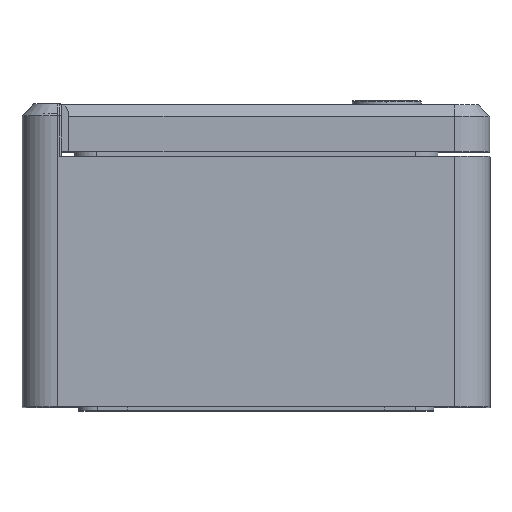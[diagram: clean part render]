
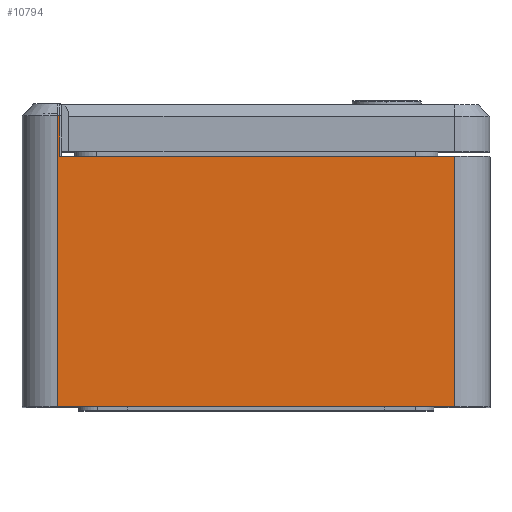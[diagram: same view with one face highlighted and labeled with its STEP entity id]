
A CAD part, top view. The second image highlights one B-rep face of the part: STEP entity #10794.
In plain terms, the highlighted planar face has unit normal (0, 0, 1).
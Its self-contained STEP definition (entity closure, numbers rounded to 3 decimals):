
#826 = CARTESIAN_POINT ( 'NONE',  ( -85., 107., 150. ) ) ;
#903 = VECTOR ( 'NONE', #8184, 1000. ) ;
#960 = EDGE_CURVE ( 'NONE', #19536, #29899, #5265, .T. ) ;
#1667 = FACE_OUTER_BOUND ( 'NONE', #15614, .T. ) ;
#2335 = CARTESIAN_POINT ( 'NONE',  ( 85., 107., 150. ) ) ;
#2711 = CARTESIAN_POINT ( 'NONE',  ( 85., 107., 150. ) ) ;
#2807 = DIRECTION ( 'NONE',  ( 0., -1., 0. ) ) ;
#3448 = LINE ( 'NONE', #5734, #10558 ) ;
#3676 = VERTEX_POINT ( 'NONE', #23718 ) ;
#5143 = EDGE_CURVE ( 'NONE', #28740, #29899, #17335, .T. ) ;
#5265 = LINE ( 'NONE', #17650, #19314 ) ;
#5563 = VECTOR ( 'NONE', #2807, 1000. ) ;
#5734 = CARTESIAN_POINT ( 'NONE',  ( 85., 107., 150. ) ) ;
#6050 = CARTESIAN_POINT ( 'NONE',  ( -85., 124.5, 150. ) ) ;
#6529 = EDGE_CURVE ( 'NONE', #24351, #3676, #28399, .T. ) ;
#6867 = DIRECTION ( 'NONE',  ( -1., 0., 0. ) ) ;
#8184 = DIRECTION ( 'NONE',  ( 0., -1., 0. ) ) ;
#9868 = EDGE_CURVE ( 'NONE', #24351, #28740, #3448, .T. ) ;
#10558 = VECTOR ( 'NONE', #18430, 1000. ) ;
#10794 = ADVANCED_FACE ( 'NONE', ( #1667 ), #29062, .F. ) ;
#11625 = CARTESIAN_POINT ( 'NONE',  ( 85., 107., 150. ) ) ;
#12556 = LINE ( 'NONE', #14369, #23918 ) ;
#14344 = EDGE_CURVE ( 'NONE', #3676, #23431, #12556, .T. ) ;
#14369 = CARTESIAN_POINT ( 'NONE',  ( 85., 124.5, 150. ) ) ;
#14479 = CARTESIAN_POINT ( 'NONE',  ( 85., 0., 150. ) ) ;
#15614 = EDGE_LOOP ( 'NONE', ( #24528, #22363, #20456, #29584, #28033, #26037 ) ) ;
#16018 = CARTESIAN_POINT ( 'NONE',  ( -84., 107., 150. ) ) ;
#16515 = DIRECTION ( 'NONE',  ( 0., 0., -1. ) ) ;
#17172 = EDGE_CURVE ( 'NONE', #23431, #19536, #27576, .T. ) ;
#17335 = LINE ( 'NONE', #2335, #5563 ) ;
#17650 = CARTESIAN_POINT ( 'NONE',  ( 85., 0., 150. ) ) ;
#18430 = DIRECTION ( 'NONE',  ( 1., 0., 0. ) ) ;
#19314 = VECTOR ( 'NONE', #27126, 1000. ) ;
#19536 = VERTEX_POINT ( 'NONE', #20393 ) ;
#20393 = CARTESIAN_POINT ( 'NONE',  ( -85., 0., 150. ) ) ;
#20456 = ORIENTED_EDGE ( 'NONE', *, *, #14344, .T. ) ;
#21452 = VECTOR ( 'NONE', #25962, 1000. ) ;
#21563 = DIRECTION ( 'NONE',  ( -1., 0., 0. ) ) ;
#22363 = ORIENTED_EDGE ( 'NONE', *, *, #6529, .T. ) ;
#23431 = VERTEX_POINT ( 'NONE', #6050 ) ;
#23718 = CARTESIAN_POINT ( 'NONE',  ( -84., 124.5, 150. ) ) ;
#23918 = VECTOR ( 'NONE', #6867, 1000. ) ;
#24203 = AXIS2_PLACEMENT_3D ( 'NONE', #11625, #16515, #21563 ) ;
#24351 = VERTEX_POINT ( 'NONE', #24384 ) ;
#24384 = CARTESIAN_POINT ( 'NONE',  ( -84., 107., 150. ) ) ;
#24528 = ORIENTED_EDGE ( 'NONE', *, *, #9868, .F. ) ;
#25962 = DIRECTION ( 'NONE',  ( 0., 1., 0. ) ) ;
#26037 = ORIENTED_EDGE ( 'NONE', *, *, #5143, .F. ) ;
#27126 = DIRECTION ( 'NONE',  ( 1., 0., 0. ) ) ;
#27576 = LINE ( 'NONE', #826, #903 ) ;
#28033 = ORIENTED_EDGE ( 'NONE', *, *, #960, .T. ) ;
#28399 = LINE ( 'NONE', #16018, #21452 ) ;
#28740 = VERTEX_POINT ( 'NONE', #2711 ) ;
#29062 = PLANE ( 'NONE',  #24203 ) ;
#29584 = ORIENTED_EDGE ( 'NONE', *, *, #17172, .T. ) ;
#29899 = VERTEX_POINT ( 'NONE', #14479 ) ;
